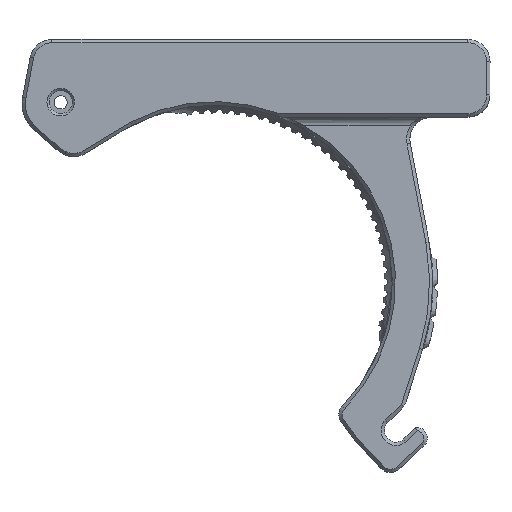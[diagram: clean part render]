
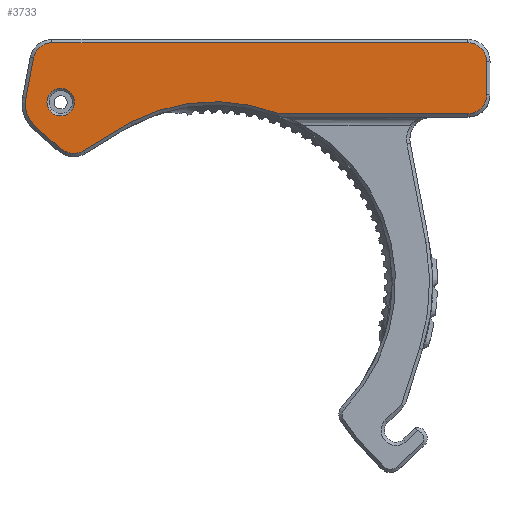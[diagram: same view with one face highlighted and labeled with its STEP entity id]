
A CAD part, top view. The second image highlights one B-rep face of the part: STEP entity #3733.
In plain terms, the highlighted planar face has unit normal (0, 0, 1).
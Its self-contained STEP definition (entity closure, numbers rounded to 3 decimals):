
#96=PLANE('',#4026);
#133=FACE_BOUND('',#699,.T.);
#186=CIRCLE('',#3994,4.25);
#187=CIRCLE('',#3996,4.25);
#188=CIRCLE('',#3999,4.25);
#190=CIRCLE('',#4003,6.9);
#192=CIRCLE('',#4007,5.939);
#194=CIRCLE('',#4010,4.25);
#196=CIRCLE('',#4015,40.87);
#201=CIRCLE('',#4027,3.1);
#472=FACE_OUTER_BOUND('',#698,.T.);
#698=EDGE_LOOP('',(#2823,#2824,#2825,#2826,#2827,#2828,#2829,#2830,#2831,
#2832,#2833,#2834,#2835));
#699=EDGE_LOOP('',(#2836));
#1084=LINE('',#7246,#1363);
#1089=LINE('',#7260,#1368);
#1092=LINE('',#7271,#1371);
#1096=LINE('',#7283,#1375);
#1100=LINE('',#7299,#1379);
#1102=LINE('',#7306,#1381);
#1363=VECTOR('',#4564,10.);
#1368=VECTOR('',#4579,10.);
#1371=VECTOR('',#4590,10.);
#1375=VECTOR('',#4602,10.);
#1379=VECTOR('',#4620,10.);
#1381=VECTOR('',#4624,10.);
#1662=VERTEX_POINT('',#7239);
#1663=VERTEX_POINT('',#7244);
#1664=VERTEX_POINT('',#7248);
#1665=VERTEX_POINT('',#7252);
#1666=VERTEX_POINT('',#7254);
#1667=VERTEX_POINT('',#7258);
#1669=VERTEX_POINT('',#7263);
#1671=VERTEX_POINT('',#7269);
#1673=VERTEX_POINT('',#7275);
#1675=VERTEX_POINT('',#7281);
#1677=VERTEX_POINT('',#7287);
#1679=VERTEX_POINT('',#7293);
#1680=VERTEX_POINT('',#7298);
#1687=VERTEX_POINT('',#7337);
#2080=EDGE_CURVE('',#1663,#1662,#1084,.T.);
#2082=EDGE_CURVE('',#1664,#1663,#186,.T.);
#2085=EDGE_CURVE('',#1666,#1665,#187,.T.);
#2087=EDGE_CURVE('',#1667,#1666,#1089,.T.);
#2089=EDGE_CURVE('',#1669,#1667,#188,.T.);
#2092=EDGE_CURVE('',#1671,#1669,#1092,.T.);
#2095=EDGE_CURVE('',#1673,#1671,#190,.T.);
#2098=EDGE_CURVE('',#1675,#1673,#1096,.T.);
#2101=EDGE_CURVE('',#1677,#1675,#192,.T.);
#2104=EDGE_CURVE('',#1679,#1677,#194,.T.);
#2106=EDGE_CURVE('',#1680,#1679,#1100,.T.);
#2109=EDGE_CURVE('',#1665,#1664,#1102,.T.);
#2110=EDGE_CURVE('',#1662,#1680,#196,.T.);
#2124=EDGE_CURVE('',#1687,#1687,#201,.T.);
#2823=ORIENTED_EDGE('',*,*,#2085,.F.);
#2824=ORIENTED_EDGE('',*,*,#2087,.F.);
#2825=ORIENTED_EDGE('',*,*,#2089,.F.);
#2826=ORIENTED_EDGE('',*,*,#2092,.F.);
#2827=ORIENTED_EDGE('',*,*,#2095,.F.);
#2828=ORIENTED_EDGE('',*,*,#2098,.F.);
#2829=ORIENTED_EDGE('',*,*,#2101,.F.);
#2830=ORIENTED_EDGE('',*,*,#2104,.F.);
#2831=ORIENTED_EDGE('',*,*,#2106,.F.);
#2832=ORIENTED_EDGE('',*,*,#2110,.F.);
#2833=ORIENTED_EDGE('',*,*,#2080,.F.);
#2834=ORIENTED_EDGE('',*,*,#2082,.F.);
#2835=ORIENTED_EDGE('',*,*,#2109,.F.);
#2836=ORIENTED_EDGE('',*,*,#2124,.F.);
#3733=ADVANCED_FACE('',(#472,#133),#96,.T.);
#3994=AXIS2_PLACEMENT_3D('',#7250,#4568,#4569);
#3996=AXIS2_PLACEMENT_3D('',#7256,#4574,#4575);
#3999=AXIS2_PLACEMENT_3D('',#7265,#4583,#4584);
#4003=AXIS2_PLACEMENT_3D('',#7277,#4595,#4596);
#4007=AXIS2_PLACEMENT_3D('',#7289,#4607,#4608);
#4010=AXIS2_PLACEMENT_3D('',#7295,#4614,#4615);
#4015=AXIS2_PLACEMENT_3D('',#7308,#4627,#4628);
#4026=AXIS2_PLACEMENT_3D('',#7336,#4657,#4658);
#4027=AXIS2_PLACEMENT_3D('',#7338,#4659,#4660);
#4564=DIRECTION('',(-1.,0.,0.));
#4568=DIRECTION('center_axis',(0.,0.,
-1.));
#4569=DIRECTION('ref_axis',(0.707,-0.707,0.));
#4574=DIRECTION('center_axis',(0.,0.,
-1.));
#4575=DIRECTION('ref_axis',(0.707,0.707,0.));
#4579=DIRECTION('',(1.,0.,0.));
#4583=DIRECTION('center_axis',(0.,0.,
-1.));
#4584=DIRECTION('ref_axis',(-0.638,0.77,0.));
#4590=DIRECTION('',(0.186,0.983,0.));
#4595=DIRECTION('center_axis',(0.,0.,
-1.));
#4596=DIRECTION('ref_axis',(-0.946,-0.325,0.));
#4602=DIRECTION('',(-0.75,0.661,0.));
#4607=DIRECTION('center_axis',(0.,0.,
-1.));
#4608=DIRECTION('ref_axis',(0.002,-1.,0.));
#4614=DIRECTION('center_axis',(0.,0.,
-1.));
#4615=DIRECTION('ref_axis',(0.183,-0.983,0.));
#4620=DIRECTION('',(-0.856,-0.518,0.));
#4624=DIRECTION('',(0.,-1.,0.));
#4627=DIRECTION('center_axis',(0.,0.,
1.));
#4628=DIRECTION('ref_axis',(0.494,0.869,0.));
#4657=DIRECTION('center_axis',(0.,0.,
1.));
#4658=DIRECTION('ref_axis',(0.762,0.648,0.));
#4659=DIRECTION('center_axis',(0.,0.,
1.));
#4660=DIRECTION('ref_axis',(-1.,0.,0.));
#7239=CARTESIAN_POINT('',(14.639,38.158,28.));
#7244=CARTESIAN_POINT('',(57.196,38.158,28.));
#7246=CARTESIAN_POINT('',(30.865,38.158,28.));
#7248=CARTESIAN_POINT('',(61.446,42.408,28.));
#7250=CARTESIAN_POINT('Origin',(57.196,42.408,28.));
#7252=CARTESIAN_POINT('',(61.446,49.908,28.));
#7254=CARTESIAN_POINT('',(57.196,54.158,28.));
#7256=CARTESIAN_POINT('Origin',(57.196,49.908,28.));
#7258=CARTESIAN_POINT('',(-36.633,54.158,28.));
#7260=CARTESIAN_POINT('',(-20.371,54.158,28.));
#7263=CARTESIAN_POINT('',(-40.809,50.698,28.));
#7265=CARTESIAN_POINT('Origin',(-36.633,49.908,28.));
#7269=CARTESIAN_POINT('',(-42.518,41.668,28.));
#7271=CARTESIAN_POINT('',(-45.066,28.201,28.));
#7275=CARTESIAN_POINT('',(-40.298,35.207,28.));
#7277=CARTESIAN_POINT('Origin',(-35.738,40.386,28.));
#7281=CARTESIAN_POINT('',(-35.004,30.545,28.));
#7283=CARTESIAN_POINT('',(-19.985,17.319,28.));
#7287=CARTESIAN_POINT('',(-33.378,29.527,28.));
#7289=CARTESIAN_POINT('Origin',(-31.079,35.002,28.));
#7293=CARTESIAN_POINT('',(-29.533,29.808,28.));
#7295=CARTESIAN_POINT('Origin',(-31.733,33.445,28.));
#7298=CARTESIAN_POINT('',(-18.927,36.223,28.));
#7299=CARTESIAN_POINT('',(-20.025,35.559,28.));
#7306=CARTESIAN_POINT('',(61.446,26.684,28.));
#7308=CARTESIAN_POINT('Origin',(0.,0.,
28.));
#7336=CARTESIAN_POINT('Origin',(0.034,-0.04,
28.));
#7337=CARTESIAN_POINT('',(-31.549,40.76,28.));
#7338=CARTESIAN_POINT('Origin',(-34.649,40.76,28.));
